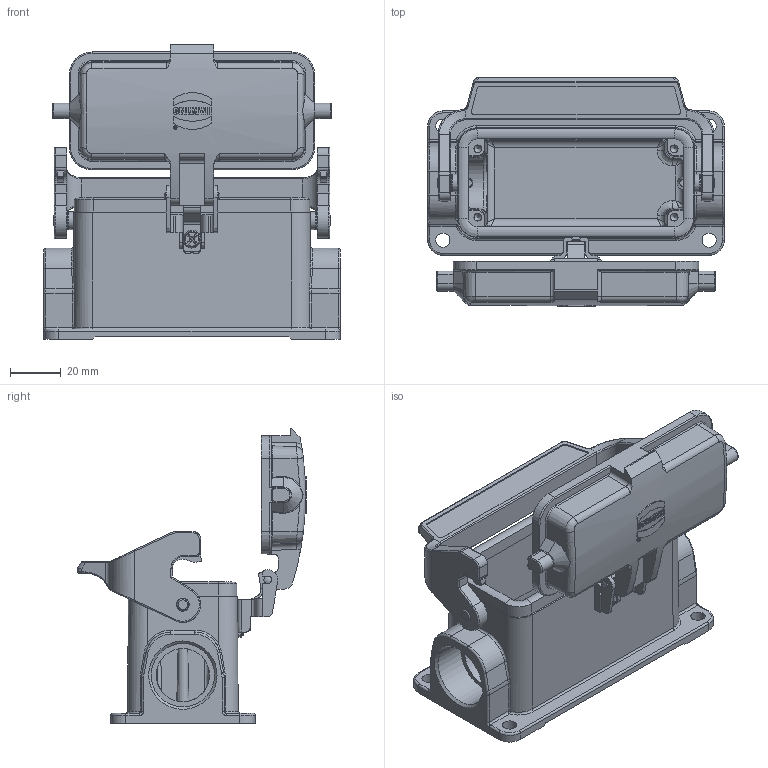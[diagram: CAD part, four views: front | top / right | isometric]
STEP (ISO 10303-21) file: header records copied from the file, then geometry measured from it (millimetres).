
FILE_DESCRIPTION((''),'2;1');
FILE_NAME('05300162269.stp','2020-07-09T11:30:24',('e.eickhoff'),(''),'Autodesk Inventor 2012','Autodesk Inventor 2012','');
FILE_SCHEMA(('AUTOMOTIVE_DESIGN { 1 0 10303 214 1 1 1 1 }'));
Length unit declared in the file: millimetre
Products named in the file (1): 05300162269
Bounding box: 117 x 90.2 x 116.23 mm (x, y, z)
Volume: 129367.5 mm3; surface area: 74074.5 mm2
Topology: 3 solids, 3 shells, 994 faces, 2594 edges, 1630 vertices
Faces by surface type: plane 453, cylinder 320, bspline 106, torus 68, cone 41, sphere 6
Full cylindrical faces by diameter (mm): 1.006 x1, 1.477 x1, 3 x6, 4 x2, 4.8 x2, 5.1 x2, 5.6 x4, 7 x3, 21 x1, 23.6 x1, 25 x1
Entity records: 34497 total; most frequent: CARTESIAN_POINT 9733, ORIENTED_EDGE 5042, DIRECTION 5011, EDGE_CURVE 2521, AXIS2_PLACEMENT_3D 1816, VERTEX_POINT 1609, VECTOR 1379, LINE 1379
